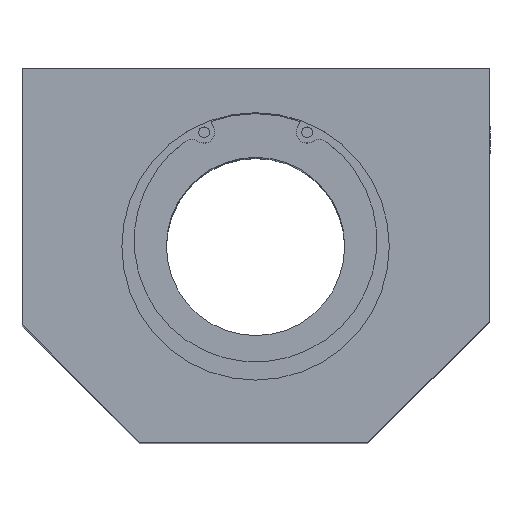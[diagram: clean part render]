
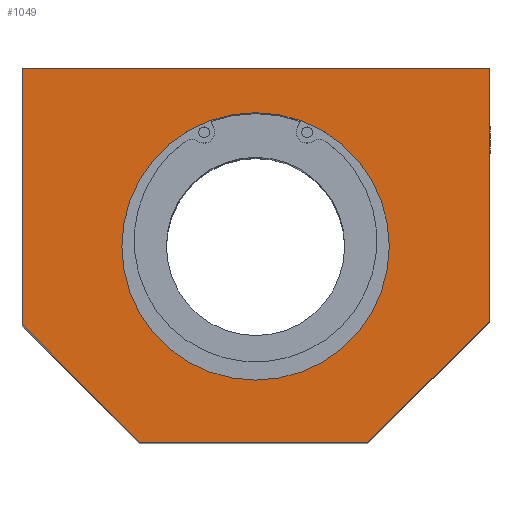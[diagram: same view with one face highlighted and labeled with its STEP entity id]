
A CAD part, top view. The second image highlights one B-rep face of the part: STEP entity #1049.
In plain terms, the highlighted planar face has unit normal (0, 0, 1).
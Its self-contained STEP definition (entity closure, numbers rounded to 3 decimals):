
#45=FACE_BOUND('',#364,.T.);
#81=PLANE('',#1217);
#112=LINE('',#1778,#185);
#119=LINE('',#1793,#192);
#131=LINE('',#1821,#204);
#132=LINE('',#1824,#205);
#133=LINE('',#1826,#206);
#134=LINE('',#1827,#207);
#185=VECTOR('',#1374,10.);
#192=VECTOR('',#1385,10.);
#204=VECTOR('',#1407,10.);
#205=VECTOR('',#1410,10.);
#206=VECTOR('',#1411,10.);
#207=VECTOR('',#1412,10.);
#294=FACE_OUTER_BOUND('',#363,.T.);
#363=EDGE_LOOP('',(#798,#799,#800,#801,#802,#803));
#364=EDGE_LOOP('',(#804));
#454=CIRCLE('',#1218,37.5);
#522=VERTEX_POINT('',#1775);
#523=VERTEX_POINT('',#1777);
#529=VERTEX_POINT('',#1791);
#540=VERTEX_POINT('',#1819);
#541=VERTEX_POINT('',#1823);
#542=VERTEX_POINT('',#1825);
#543=VERTEX_POINT('',#1828);
#620=EDGE_CURVE('',#522,#523,#112,.T.);
#628=EDGE_CURVE('',#529,#522,#119,.T.);
#642=EDGE_CURVE('',#540,#529,#131,.T.);
#643=EDGE_CURVE('',#541,#540,#132,.T.);
#644=EDGE_CURVE('',#542,#541,#133,.T.);
#645=EDGE_CURVE('',#523,#542,#134,.T.);
#646=EDGE_CURVE('',#543,#543,#454,.T.);
#798=ORIENTED_EDGE('',*,*,#620,.F.);
#799=ORIENTED_EDGE('',*,*,#628,.F.);
#800=ORIENTED_EDGE('',*,*,#642,.F.);
#801=ORIENTED_EDGE('',*,*,#643,.F.);
#802=ORIENTED_EDGE('',*,*,#644,.F.);
#803=ORIENTED_EDGE('',*,*,#645,.F.);
#804=ORIENTED_EDGE('',*,*,#646,.T.);
#1049=ADVANCED_FACE('',(#294,#45),#81,.T.);
#1217=AXIS2_PLACEMENT_3D('',#1822,#1408,#1409);
#1218=AXIS2_PLACEMENT_3D('',#1829,#1413,#1414);
#1374=DIRECTION('',(-0.707,0.707,0.));
#1385=DIRECTION('',(-1.,0.,0.));
#1407=DIRECTION('',(-0.707,-0.707,0.));
#1408=DIRECTION('center_axis',(0.,0.,1.));
#1409=DIRECTION('ref_axis',(1.,0.,0.));
#1410=DIRECTION('',(0.,-1.,0.));
#1411=DIRECTION('',(1.,0.,0.));
#1412=DIRECTION('',(0.,1.,0.));
#1413=DIRECTION('center_axis',(0.,0.,-1.));
#1414=DIRECTION('ref_axis',(1.,0.,0.));
#1775=CARTESIAN_POINT('',(-32.5,-52.5,112.));
#1777=CARTESIAN_POINT('',(-65.5,-19.5,112.));
#1778=CARTESIAN_POINT('',(-45.75,-39.25,112.));
#1791=CARTESIAN_POINT('',(31.5,-52.5,112.));
#1793=CARTESIAN_POINT('',(65.5,-52.5,112.));
#1819=CARTESIAN_POINT('',(65.5,-18.5,112.));
#1821=CARTESIAN_POINT('',(45.25,-38.75,112.));
#1822=CARTESIAN_POINT('Origin',(0.,0.,112.));
#1823=CARTESIAN_POINT('',(65.5,52.5,112.));
#1824=CARTESIAN_POINT('',(65.5,52.5,112.));
#1825=CARTESIAN_POINT('',(-65.5,52.5,112.));
#1826=CARTESIAN_POINT('',(-65.5,52.5,112.));
#1827=CARTESIAN_POINT('',(-65.5,-52.5,112.));
#1828=CARTESIAN_POINT('',(-37.5,2.5,112.));
#1829=CARTESIAN_POINT('Origin',(0.,2.5,112.));
